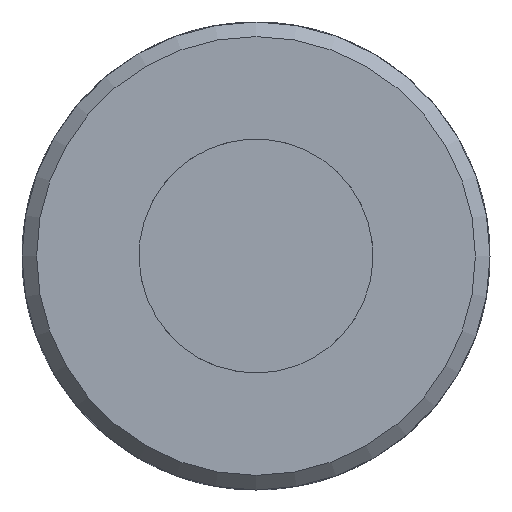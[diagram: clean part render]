
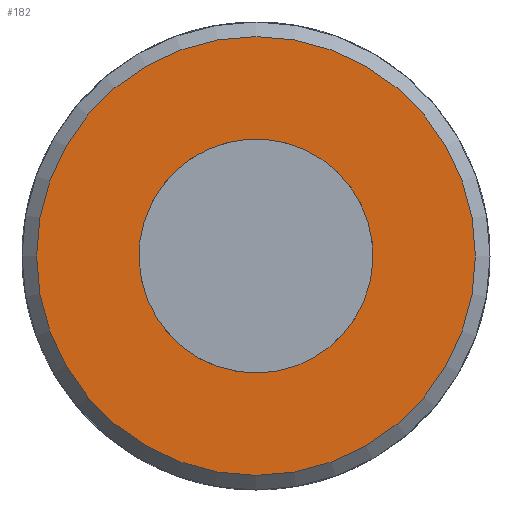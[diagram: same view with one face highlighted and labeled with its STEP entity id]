
A CAD part, left-side view. The second image highlights one B-rep face of the part: STEP entity #182.
In plain terms, the highlighted planar face has unit normal (-1, 0, 0).
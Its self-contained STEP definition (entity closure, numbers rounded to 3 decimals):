
#182 = ADVANCED_FACE( '', ( #350, #351 ), #352, .F. );
#350 = FACE_OUTER_BOUND( '', #496, .T. );
#351 = FACE_BOUND( '', #497, .T. );
#352 = PLANE( '', #498 );
#496 = EDGE_LOOP( '', ( #761 ) );
#497 = EDGE_LOOP( '', ( #762 ) );
#498 = AXIS2_PLACEMENT_3D( '', #763, #764, #765 );
#761 = ORIENTED_EDGE( '', *, *, #835, .F. );
#762 = ORIENTED_EDGE( '', *, *, #847, .T. );
#763 = CARTESIAN_POINT( '', ( 0., 0., 0. ) );
#764 = DIRECTION( '', ( 1., 0., 0. ) );
#765 = DIRECTION( '', ( 0., 0., -1. ) );
#835 = EDGE_CURVE( '', #971, #971, #972, .T. );
#847 = EDGE_CURVE( '', #988, #988, #989, .T. );
#971 = VERTEX_POINT( '', #1455 );
#972 = CIRCLE( '', #1456, 15. );
#988 = VERTEX_POINT( '', #1474 );
#989 = CIRCLE( '', #1475, 8. );
#1455 = CARTESIAN_POINT( '', ( 0., 0., -15. ) );
#1456 = AXIS2_PLACEMENT_3D( '', #1670, #1671, #1672 );
#1474 = CARTESIAN_POINT( '', ( 0., 0., -8. ) );
#1475 = AXIS2_PLACEMENT_3D( '', #1684, #1685, #1686 );
#1670 = CARTESIAN_POINT( '', ( 0., 0., 0. ) );
#1671 = DIRECTION( '', ( 1., 0., 0. ) );
#1672 = DIRECTION( '', ( 0., 0., -1. ) );
#1684 = CARTESIAN_POINT( '', ( 0., 0., 0. ) );
#1685 = DIRECTION( '', ( 1., 0., 0. ) );
#1686 = DIRECTION( '', ( 0., 0., -1. ) );
